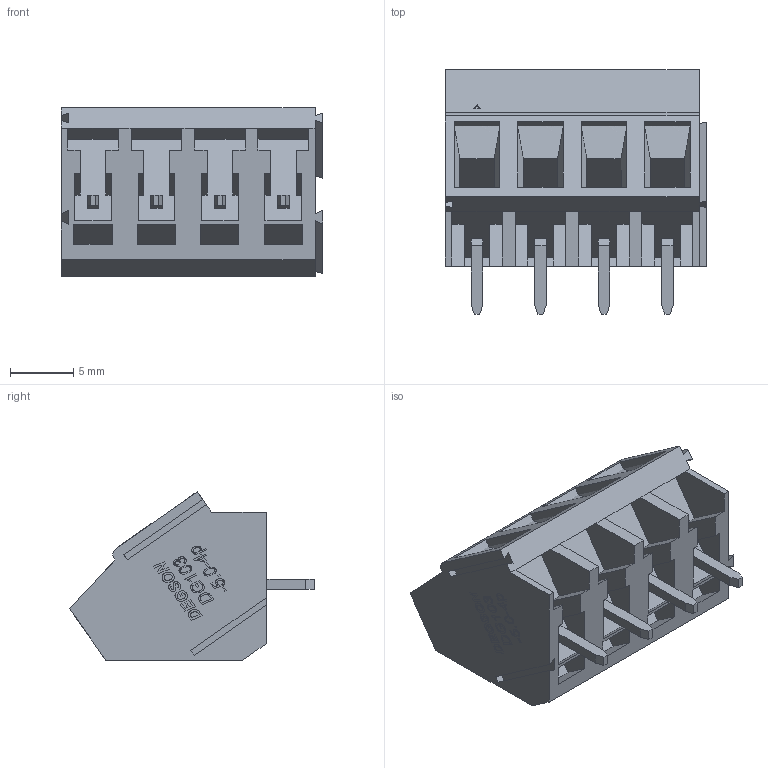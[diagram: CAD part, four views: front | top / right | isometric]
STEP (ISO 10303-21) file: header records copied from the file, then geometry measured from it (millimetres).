
FILE_DESCRIPTION (( 'STEP AP214' ), '1' );
FILE_NAME ('DG103-5.0-04P-14-00AH.STEP', '2021-01-09T22:14:39', ( '' ), ( '' ), 'SwSTEP 2.0', 'SolidWorks 2020', '' );
FILE_SCHEMA (( 'AUTOMOTIVE_DESIGN' ));
Length unit declared in the file: millimetre
Products named in the file (1): DG103-5.0-04P-14-00AH
Bounding box: 20.6 x 19.3 x 13.3 mm (x, y, z)
Volume: 2176.5 mm3; surface area: 2548.5 mm2
Topology: 1 solids, 1 shells, 565 faces, 1487 edges, 974 vertices
Faces by surface type: plane 374, bspline 146, cylinder 25, torus 20
Entity records: 28584 total; most frequent: CARTESIAN_POINT 11429, ORIENTED_EDGE 2974, DIRECTION 2141, EDGE_CURVE 1487, LINE 1073, VECTOR 1073, VERTEX_POINT 974, EDGE_LOOP 615
